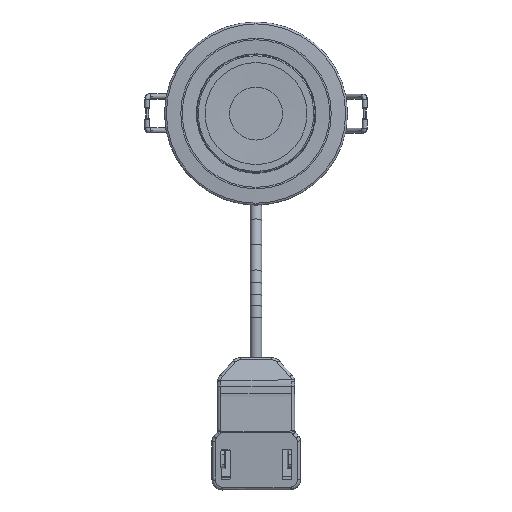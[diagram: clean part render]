
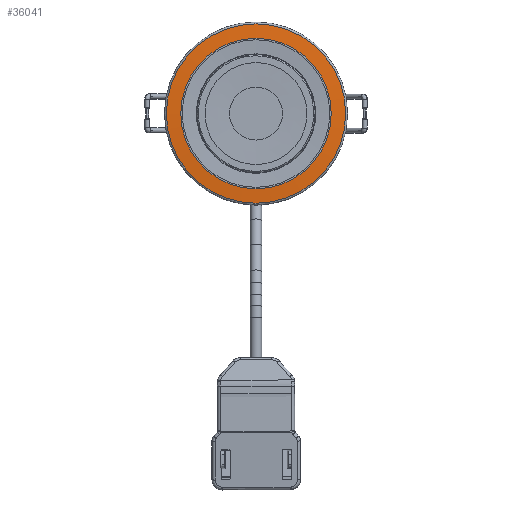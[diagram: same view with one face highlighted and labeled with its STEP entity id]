
A CAD part, front view. The second image highlights one B-rep face of the part: STEP entity #36041.
In plain terms, the highlighted conical face has half-angle 85.914 degrees and reference radius 44.178 mm.
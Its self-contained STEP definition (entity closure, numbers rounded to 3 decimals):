
#362 = EDGE_CURVE ( 'NONE', #10447, #10447, #30756, .T. ) ;
#2438 = DIRECTION ( 'NONE',  ( 0., 1., 0. ) ) ;
#5063 = CARTESIAN_POINT ( 'NONE',  ( 0., -44.071, -1.945 ) ) ;
#8201 = CARTESIAN_POINT ( 'NONE',  ( 0., -36.962, -2.453 ) ) ;
#10447 = VERTEX_POINT ( 'NONE', #5063 ) ;
#11397 = ORIENTED_EDGE ( 'NONE', *, *, #362, .T. ) ;
#12835 = DIRECTION ( 'NONE',  ( 0., 0., -1. ) ) ;
#16297 = DIRECTION ( 'NONE',  ( 0., -1., 0. ) ) ;
#16348 = CARTESIAN_POINT ( 'NONE',  ( 0., 0., -1.937 ) ) ;
#16885 = DIRECTION ( 'NONE',  ( 0., 0., 1. ) ) ;
#18214 = EDGE_LOOP ( 'NONE', ( #18978 ) ) ;
#18978 = ORIENTED_EDGE ( 'NONE', *, *, #30055, .T. ) ;
#21841 = DIRECTION ( 'NONE',  ( 0., 0., 1. ) ) ;
#22258 = FACE_BOUND ( 'NONE', #18214, .T. ) ;
#24143 = DIRECTION ( 'NONE',  ( 0., -1., 0. ) ) ;
#27505 = EDGE_LOOP ( 'NONE', ( #11397 ) ) ;
#27789 = AXIS2_PLACEMENT_3D ( 'NONE', #29512, #12835, #24143 ) ;
#28330 = FACE_OUTER_BOUND ( 'NONE', #27505, .T. ) ;
#28512 = CONICAL_SURFACE ( 'NONE', #30290, 44.178, 1.499 ) ;
#29512 = CARTESIAN_POINT ( 'NONE',  ( 0., 0., -1.945 ) ) ;
#30055 = EDGE_CURVE ( 'NONE', #33555, #33555, #32499, .T. ) ;
#30290 = AXIS2_PLACEMENT_3D ( 'NONE', #16348, #16885, #2438 ) ;
#30353 = CARTESIAN_POINT ( 'NONE',  ( 0., 0., -2.453 ) ) ;
#30756 = CIRCLE ( 'NONE', #27789, 44.071 ) ;
#32499 = CIRCLE ( 'NONE', #35947, 36.962 ) ;
#33555 = VERTEX_POINT ( 'NONE', #8201 ) ;
#35947 = AXIS2_PLACEMENT_3D ( 'NONE', #30353, #21841, #16297 ) ;
#36041 = ADVANCED_FACE ( 'NONE', ( #22258, #28330 ), #28512, .T. ) ;
